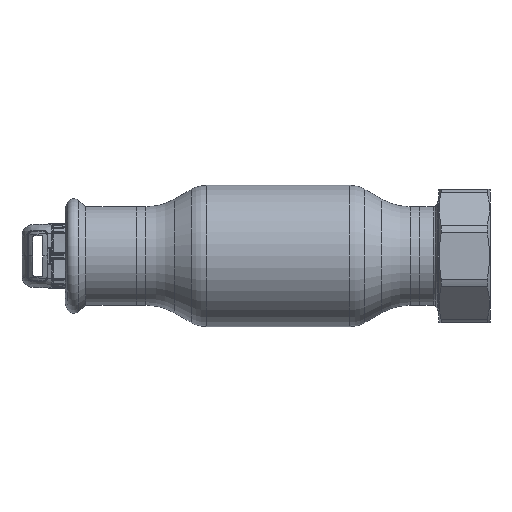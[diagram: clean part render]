
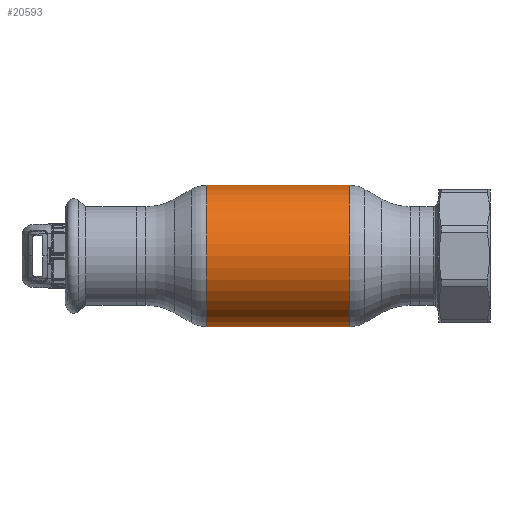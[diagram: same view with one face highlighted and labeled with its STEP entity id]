
A CAD part, front view. The second image highlights one B-rep face of the part: STEP entity #20593.
In plain terms, the highlighted cylindrical face has radius 27.5 mm (diameter 55 mm), a partial arc.
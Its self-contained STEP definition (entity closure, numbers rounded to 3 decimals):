
#4384 = EDGE_CURVE ( 'NONE', #39513, #8289, #52731, .T. ) ;
#6251 = CARTESIAN_POINT ( 'NONE',  ( -62.69, 0., -27.5 ) ) ;
#7418 = CIRCLE ( 'NONE', #57139, 27.5 ) ;
#8048 = AXIS2_PLACEMENT_3D ( 'NONE', #25215, #26213, #20741 ) ;
#8289 = VERTEX_POINT ( 'NONE', #9199 ) ;
#9199 = CARTESIAN_POINT ( 'NONE',  ( -27.785, 0., 27.5 ) ) ;
#10835 = DIRECTION ( 'NONE',  ( -1., 0., 0. ) ) ;
#11715 = EDGE_CURVE ( 'NONE', #33327, #8289, #7418, .T. ) ;
#11927 = DIRECTION ( 'NONE',  ( 0., 0., 1. ) ) ;
#13287 = DIRECTION ( 'NONE',  ( -1., 0., 0. ) ) ;
#13467 = CARTESIAN_POINT ( 'NONE',  ( -62.69, 0., 27.5 ) ) ;
#16727 = ORIENTED_EDGE ( 'NONE', *, *, #20119, .T. ) ;
#16739 = LINE ( 'NONE', #6251, #32002 ) ;
#17020 = CARTESIAN_POINT ( 'NONE',  ( -27.785, 0., 0. ) ) ;
#19232 = EDGE_LOOP ( 'NONE', ( #31403, #16727, #46206, #51803 ) ) ;
#20119 = EDGE_CURVE ( 'NONE', #38106, #39513, #22871, .T. ) ;
#20593 = ADVANCED_FACE ( 'NONE', ( #44667 ), #36637, .T. ) ;
#20741 = DIRECTION ( 'NONE',  ( 0., 0., 1. ) ) ;
#22871 = CIRCLE ( 'NONE', #34186, 27.5 ) ;
#25215 = CARTESIAN_POINT ( 'NONE',  ( -62.69, 0., 0. ) ) ;
#26213 = DIRECTION ( 'NONE',  ( -1., 0., 0. ) ) ;
#28370 = CARTESIAN_POINT ( 'NONE',  ( -27.785, 0., -27.5 ) ) ;
#29533 = CARTESIAN_POINT ( 'NONE',  ( 27.785, 0., 0. ) ) ;
#31403 = ORIENTED_EDGE ( 'NONE', *, *, #43395, .F. ) ;
#32002 = VECTOR ( 'NONE', #56543, 1000. ) ;
#33327 = VERTEX_POINT ( 'NONE', #28370 ) ;
#34186 = AXIS2_PLACEMENT_3D ( 'NONE', #29533, #10835, #47488 ) ;
#36637 = CYLINDRICAL_SURFACE ( 'NONE', #8048, 27.5 ) ;
#38106 = VERTEX_POINT ( 'NONE', #56755 ) ;
#39513 = VERTEX_POINT ( 'NONE', #42533 ) ;
#39824 = DIRECTION ( 'NONE',  ( -1., 0., 0. ) ) ;
#42533 = CARTESIAN_POINT ( 'NONE',  ( 27.785, 0., 27.5 ) ) ;
#43395 = EDGE_CURVE ( 'NONE', #38106, #33327, #16739, .T. ) ;
#44667 = FACE_OUTER_BOUND ( 'NONE', #19232, .T. ) ;
#46206 = ORIENTED_EDGE ( 'NONE', *, *, #4384, .T. ) ;
#47488 = DIRECTION ( 'NONE',  ( 0., 0., 1. ) ) ;
#51803 = ORIENTED_EDGE ( 'NONE', *, *, #11715, .F. ) ;
#52731 = LINE ( 'NONE', #13467, #55655 ) ;
#55655 = VECTOR ( 'NONE', #13287, 1000. ) ;
#56543 = DIRECTION ( 'NONE',  ( -1., 0., 0. ) ) ;
#56755 = CARTESIAN_POINT ( 'NONE',  ( 27.785, 0., -27.5 ) ) ;
#57139 = AXIS2_PLACEMENT_3D ( 'NONE', #17020, #39824, #11927 ) ;
